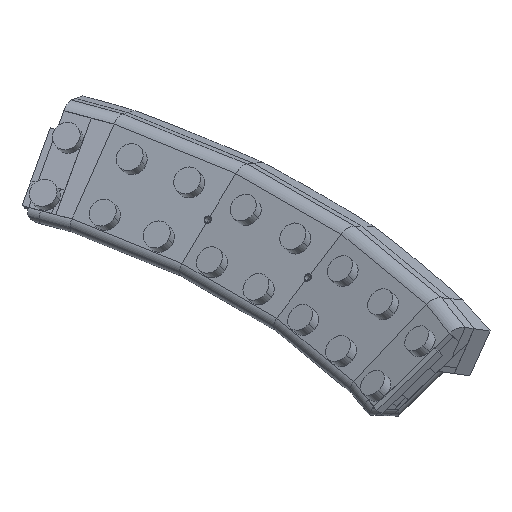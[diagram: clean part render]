
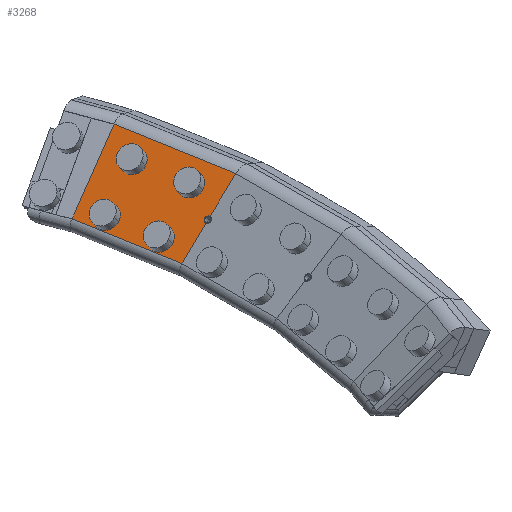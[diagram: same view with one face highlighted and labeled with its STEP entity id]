
A CAD part, isometric view. The second image highlights one B-rep face of the part: STEP entity #3268.
In plain terms, the highlighted face is planar.
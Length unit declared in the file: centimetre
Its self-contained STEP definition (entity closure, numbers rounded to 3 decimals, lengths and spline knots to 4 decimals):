
#3268=ADVANCED_FACE('542:72249',(#7506),#7507,.F.);
#7506=FACE_OUTER_BOUND('',#12578,.T.);
#7507=PLANE('',#12579);
#12578=EDGE_LOOP('',(#20340,#20341,#20342,#20343,#20344,#20345,#20346));
#12579=AXIS2_PLACEMENT_3D('',#20347,#20348,#20349);
#20340=ORIENTED_EDGE('',*,*,#31073,.F.);
#20341=ORIENTED_EDGE('',*,*,#31075,.F.);
#20342=ORIENTED_EDGE('',*,*,#31076,.F.);
#20343=ORIENTED_EDGE('',*,*,#31067,.T.);
#20344=ORIENTED_EDGE('',*,*,#31077,.F.);
#20345=ORIENTED_EDGE('',*,*,#31078,.F.);
#20346=ORIENTED_EDGE('',*,*,#31062,.F.);
#20347=CARTESIAN_POINT('',(-542.9844,-455.618,-294.5946));
#20348=DIRECTION('',(-0.469,-0.394,-0.791));
#20349=DIRECTION('',(-0.86,0.,0.51));
#31062=EDGE_CURVE('',#37022,#37025,#37026,.T.);
#31067=EDGE_CURVE('542:72270',#37034,#37032,#37035,.T.);
#31073=EDGE_CURVE('542:72282',#37042,#37022,#37044,.T.);
#31075=EDGE_CURVE('542:72291',#37046,#37042,#37047,.T.);
#31076=EDGE_CURVE('542:72294',#37034,#37046,#37048,.F.);
#31077=EDGE_CURVE('542:72297',#37049,#37032,#37050,.T.);
#31078=EDGE_CURVE('542:72300',#37025,#37049,#37051,.T.);
#37022=VERTEX_POINT('',#47089);
#37025=VERTEX_POINT('',#47093);
#37026=ELLIPSE('',#47094,3.6552,3.65);
#37032=VERTEX_POINT('',#47101);
#37034=VERTEX_POINT('',#47104);
#37035=LINE('',#47105,#47106);
#37042=VERTEX_POINT('',#47115);
#37044=ELLIPSE('',#47118,3.6552,3.65);
#37046=VERTEX_POINT('',#47120);
#37047=LINE('',#47121,#47122);
#37048=LINE('',#47123,#47124);
#37049=VERTEX_POINT('',#47125);
#37050=LINE('',#47126,#47127);
#37051=LINE('',#47128,#47129);
#47089=CARTESIAN_POINT('',(-586.6649,-411.0956,-290.8432));
#47093=CARTESIAN_POINT('',(-586.8109,-410.8894,-290.8593));
#47094=AXIS2_PLACEMENT_3D('',#57852,#57853,#57854);
#47101=CARTESIAN_POINT('',(-483.0394,-483.0394,-316.5122));
#47104=CARTESIAN_POINT('',(-535.7519,-535.7519,-258.9859));
#47105=CARTESIAN_POINT('',(-502.9221,-502.9221,-294.8138));
#47106=VECTOR('',#57860,0.001);
#47115=CARTESIAN_POINT('',(-591.545,-414.2043,-286.3995));
#47118=AXIS2_PLACEMENT_3D('',#57867,#57868,#57869);
#47120=CARTESIAN_POINT('',(-620.6449,-434.5802,-258.9859));
#47121=CARTESIAN_POINT('',(-572.8412,-401.1077,-304.0194));
#47122=VECTOR('',#57870,0.001);
#47123=CARTESIAN_POINT('',(-578.1984,-485.166,-258.9859));
#47124=VECTOR('',#57871,0.001);
#47125=CARTESIAN_POINT('',(-559.5799,-391.8221,-316.5122));
#47126=CARTESIAN_POINT('',(-521.3097,-437.4307,-316.5122));
#47127=VECTOR('',#57872,0.001);
#47128=CARTESIAN_POINT('',(-572.8412,-401.1077,-304.0194));
#47129=VECTOR('',#57873,0.001);
#57852=CARTESIAN_POINT('',(-589.178,-412.5468,-288.6294));
#57853=DIRECTION('',(0.469,0.394,0.791));
#57854=DIRECTION('',(0.571,-0.818,0.069));
#57860=DIRECTION('',(0.56,0.56,-0.611));
#57867=CARTESIAN_POINT('',(-589.178,-412.5468,-288.6294));
#57868=DIRECTION('',(0.469,0.394,0.791));
#57869=DIRECTION('',(0.571,-0.818,0.069));
#57870=DIRECTION('',(0.649,0.454,-0.611));
#57871=DIRECTION('',(0.643,-0.766,0.0));
#57872=DIRECTION('',(0.643,-0.766,0.0));
#57873=DIRECTION('',(0.649,0.454,-0.611));
